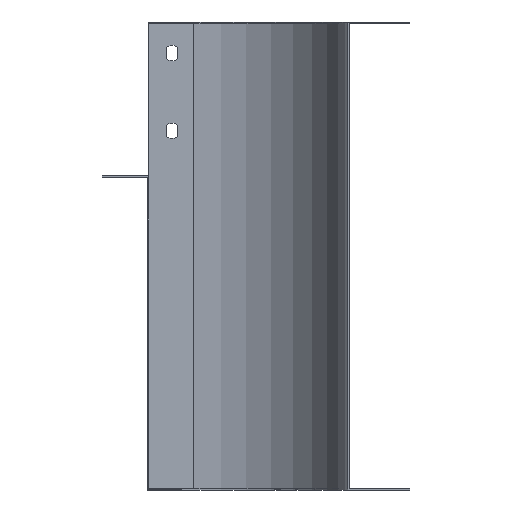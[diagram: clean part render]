
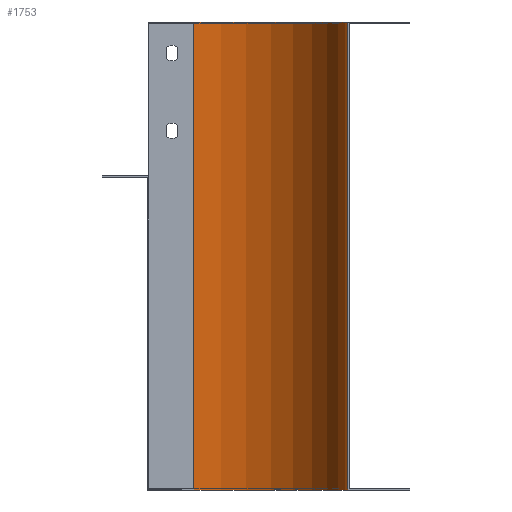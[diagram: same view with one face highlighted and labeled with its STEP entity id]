
A CAD part, left-side view. The second image highlights one B-rep face of the part: STEP entity #1753.
In plain terms, the highlighted cylindrical face has radius 99 mm (diameter 198 mm), a partial arc.
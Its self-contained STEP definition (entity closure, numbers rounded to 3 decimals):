
#167 = VERTEX_POINT ( 'NONE', #2193 ) ;
#180 = VERTEX_POINT ( 'NONE', #2140 ) ;
#184 = VERTEX_POINT ( 'NONE', #2122 ) ;
#249 = VERTEX_POINT ( 'NONE', #2035 ) ;
#361 = EDGE_LOOP ( 'NONE', ( #1600, #1601, #1602, #1603 ) ) ;
#460 = LINE ( 'NONE', #2154, #467 ) ;
#467 = VECTOR ( 'NONE', #2181, 1000. ) ;
#556 = LINE ( 'NONE', #1006, #558 ) ;
#558 = VECTOR ( 'NONE', #1014, 1000. ) ;
#597 = CIRCLE ( 'NONE', #637, 99. ) ;
#612 = AXIS2_PLACEMENT_3D ( 'NONE', #1917, #1918, #1919 ) ;
#637 = AXIS2_PLACEMENT_3D ( 'NONE', #1065, #1066, #1067 ) ;
#677 = EDGE_CURVE ( 'NONE', #249, #167, #460, .T. ) ;
#728 = EDGE_CURVE ( 'NONE', #184, #180, #556, .T. ) ;
#756 = EDGE_CURVE ( 'NONE', #180, #167, #597, .T. ) ;
#846 = EDGE_CURVE ( 'NONE', #184, #249, #1270, .T. ) ;
#892 = AXIS2_PLACEMENT_3D ( 'NONE', #2017, #2016, #2008 ) ;
#1006 = CARTESIAN_POINT ( 'NONE',  ( -250., 40., -300. ) ) ;
#1014 = DIRECTION ( 'NONE',  ( 0., 0., 1. ) ) ;
#1065 = CARTESIAN_POINT ( 'NONE',  ( -250., 139., 1. ) ) ;
#1066 = DIRECTION ( 'NONE',  ( 0., 0., 1. ) ) ;
#1067 = DIRECTION ( 'NONE',  ( -1., 0., 0. ) ) ;
#1270 = CIRCLE ( 'NONE', #612, 99. ) ;
#1324 = FACE_OUTER_BOUND ( 'NONE', #361, .T. ) ;
#1332 = CYLINDRICAL_SURFACE ( 'NONE', #892, 99. ) ;
#1600 = ORIENTED_EDGE ( 'NONE', *, *, #756, .T. ) ;
#1601 = ORIENTED_EDGE ( 'NONE', *, *, #677, .F. ) ;
#1602 = ORIENTED_EDGE ( 'NONE', *, *, #846, .F. ) ;
#1603 = ORIENTED_EDGE ( 'NONE', *, *, #728, .T. ) ;
#1753 = ADVANCED_FACE ( 'NONE', ( #1324 ), #1332, .F. ) ;
#1917 = CARTESIAN_POINT ( 'NONE',  ( -250., 139., -300. ) ) ;
#1918 = DIRECTION ( 'NONE',  ( 0., 0., 1. ) ) ;
#1919 = DIRECTION ( 'NONE',  ( -1., 0., 0. ) ) ;
#2008 = DIRECTION ( 'NONE',  ( 1., 0., 0. ) ) ;
#2016 = DIRECTION ( 'NONE',  ( 0., 0., 1. ) ) ;
#2017 = CARTESIAN_POINT ( 'NONE',  ( -250., 139., -300. ) ) ;
#2035 = CARTESIAN_POINT ( 'NONE',  ( -151., 139., -300. ) ) ;
#2122 = CARTESIAN_POINT ( 'NONE',  ( -250., 40., -300. ) ) ;
#2140 = CARTESIAN_POINT ( 'NONE',  ( -250., 40., 1. ) ) ;
#2154 = CARTESIAN_POINT ( 'NONE',  ( -151., 139., -300. ) ) ;
#2181 = DIRECTION ( 'NONE',  ( 0., 0., 1. ) ) ;
#2193 = CARTESIAN_POINT ( 'NONE',  ( -151., 139., 1. ) ) ;
